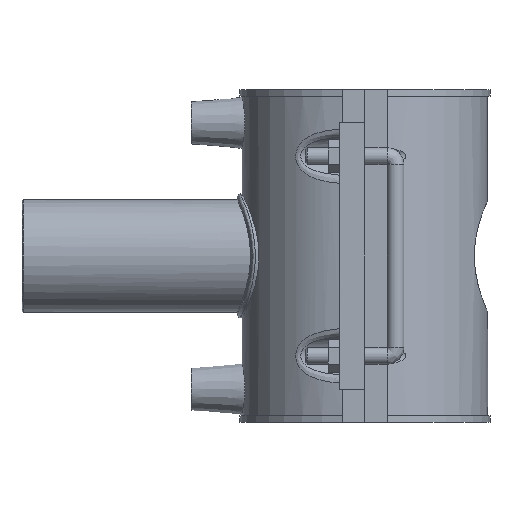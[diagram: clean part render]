
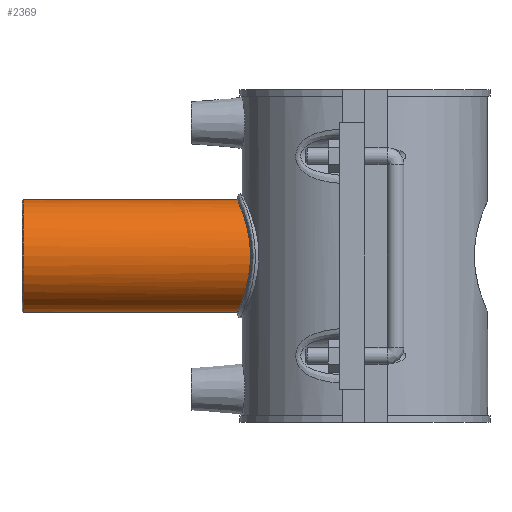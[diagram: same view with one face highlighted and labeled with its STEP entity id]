
A CAD part, left-side view. The second image highlights one B-rep face of the part: STEP entity #2369.
In plain terms, the highlighted cylindrical face has radius 20 mm (diameter 40 mm), a full revolution.
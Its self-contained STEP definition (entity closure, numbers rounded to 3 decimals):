
#548=CIRCLE('',#2521,20.);
#640=FACE_BOUND('',#839,.T.);
#687=FACE_OUTER_BOUND('',#838,.T.);
#838=EDGE_LOOP('',(#1647));
#839=EDGE_LOOP('',(#1648));
#1032=B_SPLINE_CURVE_WITH_KNOTS('',3,(#3538,#3539,#3540,#3541,#3542,#3543,
#3544,#3545,#3546,#3547,#3548,#3549,#3550,#3551,#3552,#3553,#3554,#3555,
#3556,#3557,#3558,#3559,#3560,#3561,#3562,#3563,#3564,#3565,#3566,#3567,
#3568,#3569,#3570,#3571,#3572,#3573,#3574,#3575,#3576,#3577,#3578,#3579,
#3580,#3581,#3582,#3583,#3584,#3585,#3586,#3587,#3588,#3589,#3590,#3591,
#3592,#3593,#3594,#3595,#3596,#3597,#3598,#3599,#3600,#3601,#3602,#3603),
 .UNSPECIFIED.,.T.,.F.,(4,2,2,2,2,2,2,2,2,2,2,2,2,2,2,2,2,2,2,2,2,2,2,2,
2,2,2,2,2,2,2,2,4),(0.,0.383,0.766,1.148,
1.531,1.913,2.296,2.678,3.06,
3.442,3.825,4.207,4.589,4.972,
5.355,5.737,6.12,6.503,6.886,
7.269,7.652,8.034,8.416,8.798,
9.18,9.563,9.945,10.327,10.709,
11.092,11.475,11.858,12.241),
 .UNSPECIFIED.);
#1074=VERTEX_POINT('',#3534);
#1075=VERTEX_POINT('',#3537);
#1306=EDGE_CURVE('',#1074,#1074,#548,.T.);
#1307=EDGE_CURVE('',#1075,#1075,#1032,.T.);
#1647=ORIENTED_EDGE('',*,*,#1307,.F.);
#1648=ORIENTED_EDGE('',*,*,#1306,.F.);
#2328=CYLINDRICAL_SURFACE('',#2522,20.);
#2369=ADVANCED_FACE('',(#687,#640),#2328,.T.);
#2521=AXIS2_PLACEMENT_3D('',#3535,#2746,#2747);
#2522=AXIS2_PLACEMENT_3D('',#3536,#2748,#2749);
#2746=DIRECTION('center_axis',(0.,1.,0.));
#2747=DIRECTION('ref_axis',(1.,0.,0.));
#2748=DIRECTION('center_axis',(0.,-1.,0.));
#2749=DIRECTION('ref_axis',(1.,0.,0.));
#3534=CARTESIAN_POINT('',(-20.,121.1,0.));
#3535=CARTESIAN_POINT('Origin',(0.,121.1,0.));
#3536=CARTESIAN_POINT('Origin',(0.,121.5,0.));
#3537=CARTESIAN_POINT('',(-20.,40.579,0.));
#3538=CARTESIAN_POINT('Ctrl Pts',(-20.,40.579,0.));
#3539=CARTESIAN_POINT('Ctrl Pts',(-20.,40.579,-1.276));
#3540=CARTESIAN_POINT('Ctrl Pts',(-19.876,40.641,-2.589));
#3541=CARTESIAN_POINT('Ctrl Pts',(-19.361,40.889,-5.188));
#3542=CARTESIAN_POINT('Ctrl Pts',(-18.97,41.074,-6.474));
#3543=CARTESIAN_POINT('Ctrl Pts',(-17.945,41.533,-8.931));
#3544=CARTESIAN_POINT('Ctrl Pts',(-17.309,41.805,-10.104));
#3545=CARTESIAN_POINT('Ctrl Pts',(-15.848,42.381,-12.27));
#3546=CARTESIAN_POINT('Ctrl Pts',(-15.021,42.684,-13.263));
#3547=CARTESIAN_POINT('Ctrl Pts',(-13.265,43.262,-15.02));
#3548=CARTESIAN_POINT('Ctrl Pts',(-12.272,43.558,-15.846));
#3549=CARTESIAN_POINT('Ctrl Pts',(-10.106,44.111,-17.308));
#3550=CARTESIAN_POINT('Ctrl Pts',(-8.932,44.367,-17.944));
#3551=CARTESIAN_POINT('Ctrl Pts',(-6.473,44.792,-18.971));
#3552=CARTESIAN_POINT('Ctrl Pts',(-5.185,44.961,-19.361));
#3553=CARTESIAN_POINT('Ctrl Pts',(-2.586,45.185,-19.876));
#3554=CARTESIAN_POINT('Ctrl Pts',(-1.274,45.24,-20.));
#3555=CARTESIAN_POINT('Ctrl Pts',(1.274,45.24,-20.));
#3556=CARTESIAN_POINT('Ctrl Pts',(2.586,45.185,-19.876));
#3557=CARTESIAN_POINT('Ctrl Pts',(5.185,44.961,-19.361));
#3558=CARTESIAN_POINT('Ctrl Pts',(6.473,44.792,-18.971));
#3559=CARTESIAN_POINT('Ctrl Pts',(8.932,44.367,-17.944));
#3560=CARTESIAN_POINT('Ctrl Pts',(10.106,44.111,-17.308));
#3561=CARTESIAN_POINT('Ctrl Pts',(12.272,43.558,-15.846));
#3562=CARTESIAN_POINT('Ctrl Pts',(13.265,43.262,-15.02));
#3563=CARTESIAN_POINT('Ctrl Pts',(15.021,42.684,-13.263));
#3564=CARTESIAN_POINT('Ctrl Pts',(15.848,42.381,-12.27));
#3565=CARTESIAN_POINT('Ctrl Pts',(17.309,41.805,-10.104));
#3566=CARTESIAN_POINT('Ctrl Pts',(17.945,41.533,-8.931));
#3567=CARTESIAN_POINT('Ctrl Pts',(18.97,41.074,-6.474));
#3568=CARTESIAN_POINT('Ctrl Pts',(19.361,40.889,-5.188));
#3569=CARTESIAN_POINT('Ctrl Pts',(19.876,40.641,-2.589));
#3570=CARTESIAN_POINT('Ctrl Pts',(20.,40.579,-1.276));
#3571=CARTESIAN_POINT('Ctrl Pts',(20.,40.579,1.276));
#3572=CARTESIAN_POINT('Ctrl Pts',(19.876,40.641,2.589));
#3573=CARTESIAN_POINT('Ctrl Pts',(19.361,40.889,5.188));
#3574=CARTESIAN_POINT('Ctrl Pts',(18.97,41.074,6.474));
#3575=CARTESIAN_POINT('Ctrl Pts',(17.945,41.533,8.931));
#3576=CARTESIAN_POINT('Ctrl Pts',(17.309,41.805,10.104));
#3577=CARTESIAN_POINT('Ctrl Pts',(15.848,42.381,12.27));
#3578=CARTESIAN_POINT('Ctrl Pts',(15.021,42.684,13.263));
#3579=CARTESIAN_POINT('Ctrl Pts',(13.265,43.262,15.02));
#3580=CARTESIAN_POINT('Ctrl Pts',(12.272,43.558,15.846));
#3581=CARTESIAN_POINT('Ctrl Pts',(10.106,44.111,17.308));
#3582=CARTESIAN_POINT('Ctrl Pts',(8.932,44.367,17.944));
#3583=CARTESIAN_POINT('Ctrl Pts',(6.473,44.792,18.971));
#3584=CARTESIAN_POINT('Ctrl Pts',(5.185,44.961,19.361));
#3585=CARTESIAN_POINT('Ctrl Pts',(2.586,45.185,19.876));
#3586=CARTESIAN_POINT('Ctrl Pts',(1.274,45.24,20.));
#3587=CARTESIAN_POINT('Ctrl Pts',(-1.274,45.24,20.));
#3588=CARTESIAN_POINT('Ctrl Pts',(-2.586,45.185,19.876));
#3589=CARTESIAN_POINT('Ctrl Pts',(-5.185,44.961,19.361));
#3590=CARTESIAN_POINT('Ctrl Pts',(-6.473,44.792,18.971));
#3591=CARTESIAN_POINT('Ctrl Pts',(-8.932,44.367,17.944));
#3592=CARTESIAN_POINT('Ctrl Pts',(-10.106,44.111,17.308));
#3593=CARTESIAN_POINT('Ctrl Pts',(-12.272,43.558,15.846));
#3594=CARTESIAN_POINT('Ctrl Pts',(-13.265,43.262,15.02));
#3595=CARTESIAN_POINT('Ctrl Pts',(-15.021,42.684,13.263));
#3596=CARTESIAN_POINT('Ctrl Pts',(-15.848,42.381,12.27));
#3597=CARTESIAN_POINT('Ctrl Pts',(-17.309,41.805,10.104));
#3598=CARTESIAN_POINT('Ctrl Pts',(-17.945,41.533,8.931));
#3599=CARTESIAN_POINT('Ctrl Pts',(-18.97,41.074,6.474));
#3600=CARTESIAN_POINT('Ctrl Pts',(-19.361,40.889,5.188));
#3601=CARTESIAN_POINT('Ctrl Pts',(-19.876,40.641,2.589));
#3602=CARTESIAN_POINT('Ctrl Pts',(-20.,40.579,1.276));
#3603=CARTESIAN_POINT('Ctrl Pts',(-20.,40.579,0.));
